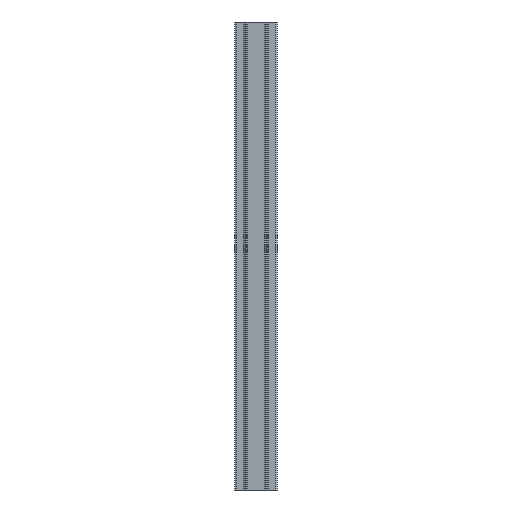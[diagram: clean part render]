
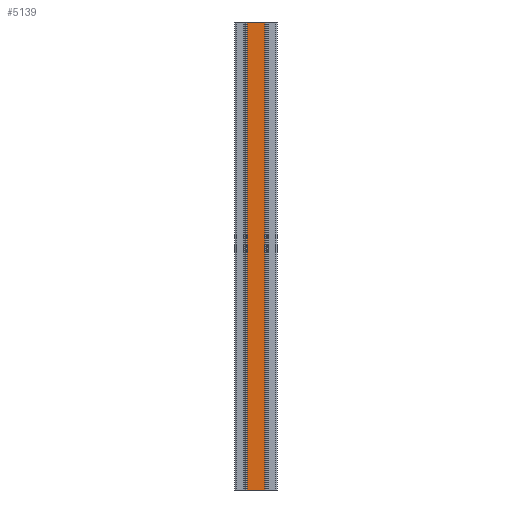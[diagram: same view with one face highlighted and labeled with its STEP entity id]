
A CAD part, front view. The second image highlights one B-rep face of the part: STEP entity #5139.
In plain terms, the highlighted planar face has unit normal (0, -1, 0).
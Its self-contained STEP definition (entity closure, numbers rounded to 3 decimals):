
#275=FACE_OUTER_BOUND('',#540,.T.);
#540=EDGE_LOOP('',(#4151,#4152,#4153,#4154));
#840=LINE('',#7198,#1424);
#1250=LINE('',#8305,#1834);
#1251=LINE('',#8308,#1835);
#1252=LINE('',#8309,#1836);
#1424=VECTOR('',#5723,10.);
#1834=VECTOR('',#6727,10.);
#1835=VECTOR('',#6730,10.);
#1836=VECTOR('',#6731,10.);
#2011=VERTEX_POINT('',#7195);
#2012=VERTEX_POINT('',#7197);
#2412=VERTEX_POINT('',#8303);
#2413=VERTEX_POINT('',#8307);
#2523=EDGE_CURVE('',#2011,#2012,#840,.T.);
#3077=EDGE_CURVE('',#2011,#2412,#1250,.T.);
#3078=EDGE_CURVE('',#2413,#2412,#1251,.T.);
#3079=EDGE_CURVE('',#2012,#2413,#1252,.T.);
#4151=ORIENTED_EDGE('',*,*,#3077,.T.);
#4152=ORIENTED_EDGE('',*,*,#3078,.F.);
#4153=ORIENTED_EDGE('',*,*,#3079,.F.);
#4154=ORIENTED_EDGE('',*,*,#2523,.F.);
#4918=PLANE('',#5567);
#5139=ADVANCED_FACE('',(#275),#4918,.T.);
#5567=AXIS2_PLACEMENT_3D('',#8306,#6728,#6729);
#5723=DIRECTION('',(-1.,0.,0.));
#6727=DIRECTION('',(0.,0.,1.));
#6728=DIRECTION('center_axis',(0.,-1.,0.));
#6729=DIRECTION('ref_axis',(1.,0.,0.));
#6730=DIRECTION('',(1.,0.,0.));
#6731=DIRECTION('',(0.,0.,1.));
#7195=CARTESIAN_POINT('',(18.35,-22.5,-500.));
#7197=CARTESIAN_POINT('',(-18.35,-22.5,-500.));
#7198=CARTESIAN_POINT('',(-18.35,-22.5,-500.));
#8303=CARTESIAN_POINT('',(18.35,-22.5,500.));
#8305=CARTESIAN_POINT('',(18.35,-22.5,0.));
#8306=CARTESIAN_POINT('Origin',(-18.35,-22.5,0.));
#8307=CARTESIAN_POINT('',(-18.35,-22.5,500.));
#8308=CARTESIAN_POINT('',(-18.35,-22.5,500.));
#8309=CARTESIAN_POINT('',(-18.35,-22.5,0.));
